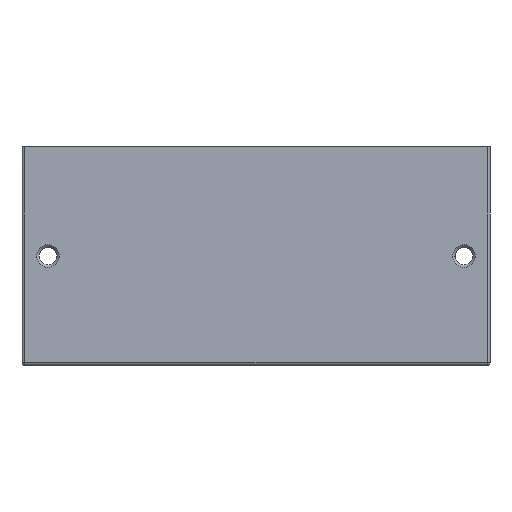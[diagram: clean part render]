
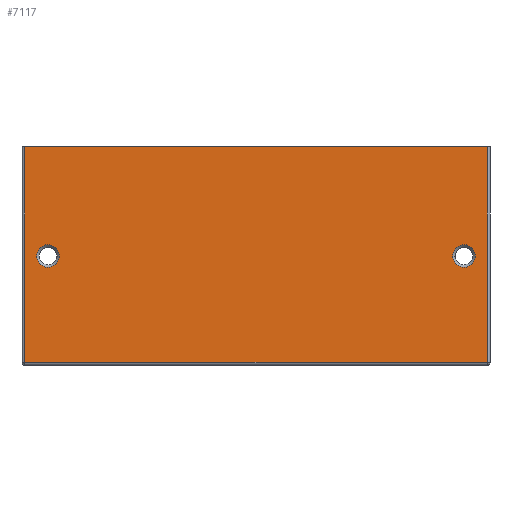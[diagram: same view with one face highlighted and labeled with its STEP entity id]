
A CAD part, left-side view. The second image highlights one B-rep face of the part: STEP entity #7117.
In plain terms, the highlighted planar face has unit normal (-1, 0, 0).
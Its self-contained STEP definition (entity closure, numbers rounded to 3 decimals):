
#44=DIRECTION('',(0.,1.,0.));
#45=VECTOR('',#44,67.76);
#46=CARTESIAN_POINT('',(-6.7,-60.2,16.));
#47=LINE('',#46,#45);
#1611=CARTESIAN_POINT('',(-6.7,4.16,0.));
#1612=DIRECTION('',(1.,0.,0.));
#1613=DIRECTION('',(0.,-1.,0.));
#1614=AXIS2_PLACEMENT_3D('',#1611,#1612,#1613);
#1616=CARTESIAN_POINT('',(-6.7,4.16,0.));
#1617=DIRECTION('',(1.,0.,0.));
#1618=DIRECTION('',(0.,1.,0.));
#1619=AXIS2_PLACEMENT_3D('',#1616,#1617,#1618);
#1621=CARTESIAN_POINT('',(-6.7,-56.8,0.));
#1622=DIRECTION('',(-1.,0.,0.));
#1623=DIRECTION('',(0.,1.,0.));
#1624=AXIS2_PLACEMENT_3D('',#1621,#1622,#1623);
#1626=CARTESIAN_POINT('',(-6.7,-56.8,0.));
#1627=DIRECTION('',(-1.,0.,0.));
#1628=DIRECTION('',(0.,-1.,0.));
#1629=AXIS2_PLACEMENT_3D('',#1626,#1627,#1628);
#1631=DIRECTION('',(0.,0.,-1.));
#1632=VECTOR('',#1631,31.6);
#1633=CARTESIAN_POINT('',(-6.7,-60.2,16.));
#1634=LINE('',#1633,#1632);
#1635=DIRECTION('',(0.,0.,1.));
#1636=VECTOR('',#1635,31.6);
#1637=CARTESIAN_POINT('',(-6.7,7.56,-15.6));
#1638=LINE('',#1637,#1636);
#1724=DIRECTION('',(0.,-1.,0.));
#1725=VECTOR('',#1724,67.76);
#1726=CARTESIAN_POINT('',(-6.7,7.56,-15.6));
#1727=LINE('',#1726,#1725);
#4468=CARTESIAN_POINT('',(-6.7,2.51,0.));
#4469=CARTESIAN_POINT('',(-6.7,5.81,0.));
#4470=VERTEX_POINT('',#4468);
#4471=VERTEX_POINT('',#4469);
#4491=CARTESIAN_POINT('',(-6.7,7.56,16.));
#4493=VERTEX_POINT('',#4491);
#4494=CARTESIAN_POINT('',(-6.7,7.56,-15.6));
#4495=VERTEX_POINT('',#4494);
#4526=CARTESIAN_POINT('',(-6.7,-55.15,0.));
#4527=CARTESIAN_POINT('',(-6.7,-58.45,0.));
#4528=VERTEX_POINT('',#4526);
#4529=VERTEX_POINT('',#4527);
#4562=CARTESIAN_POINT('',(-6.7,-60.2,-15.6));
#4563=VERTEX_POINT('',#4562);
#4564=CARTESIAN_POINT('',(-6.7,-60.2,16.));
#4566=VERTEX_POINT('',#4564);
#7095=CARTESIAN_POINT('',(-6.7,0.,-15.6));
#7096=DIRECTION('',(-1.,0.,0.));
#7097=DIRECTION('',(0.,0.,1.));
#7098=AXIS2_PLACEMENT_3D('',#7095,#7096,#7097);
#7099=PLANE('',#7098);
#7101=ORIENTED_EDGE('',*,*,#7100,.T.);
#7103=ORIENTED_EDGE('',*,*,#7102,.F.);
#7105=ORIENTED_EDGE('',*,*,#7104,.T.);
#7106=ORIENTED_EDGE('',*,*,#4579,.F.);
#7107=EDGE_LOOP('',(#7101,#7103,#7105,#7106));
#7108=FACE_OUTER_BOUND('',#7107,.F.);
#7109=ORIENTED_EDGE('',*,*,#6879,.T.);
#7110=ORIENTED_EDGE('',*,*,#6935,.T.);
#7111=EDGE_LOOP('',(#7109,#7110));
#7112=FACE_BOUND('',#7111,.F.);
#7113=ORIENTED_EDGE('',*,*,#4773,.F.);
#7114=ORIENTED_EDGE('',*,*,#4802,.F.);
#7115=EDGE_LOOP('',(#7113,#7114));
#7116=FACE_BOUND('',#7115,.F.);
#1615=CIRCLE('',#1614,1.65);
#1620=CIRCLE('',#1619,1.65);
#1625=CIRCLE('',#1624,1.65);
#1630=CIRCLE('',#1629,1.65);
#4579=EDGE_CURVE('',#4566,#4493,#47,.T.);
#4773=EDGE_CURVE('',#4470,#4471,#1615,.T.);
#4802=EDGE_CURVE('',#4471,#4470,#1620,.T.);
#6879=EDGE_CURVE('',#4528,#4529,#1625,.T.);
#6935=EDGE_CURVE('',#4529,#4528,#1630,.T.);
#7100=EDGE_CURVE('',#4566,#4563,#1634,.T.);
#7102=EDGE_CURVE('',#4495,#4563,#1727,.T.);
#7104=EDGE_CURVE('',#4495,#4493,#1638,.T.);
#7117=ADVANCED_FACE('',(#7108,#7112,#7116),#7099,.T.);
